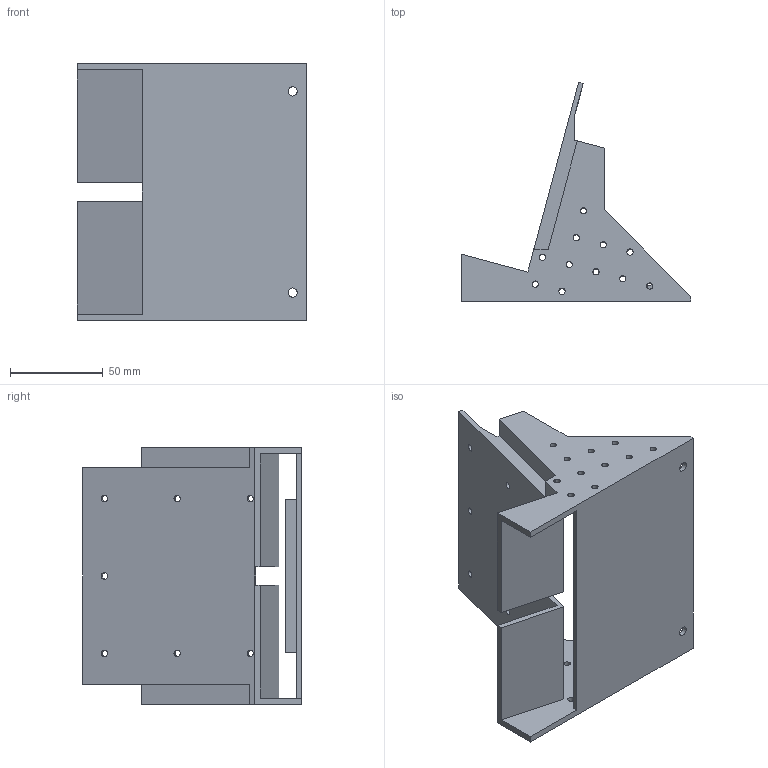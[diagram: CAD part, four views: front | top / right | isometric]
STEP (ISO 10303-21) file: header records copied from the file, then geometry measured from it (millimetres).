
FILE_DESCRIPTION(/* description */ (''),/* implementation_level */ '2;1');
FILE_NAME(/* name */ 'Inventor Designs And STL''s\IPC Modular Stand.stp',/* time_stamp */ '2022-01-09T00:53:17-05:00',/* author */ ('solor'),/* organization */ (''),/* preprocessor_version */ 'ST-DEVELOPER v18.1',/* originating_system */ 'Autodesk Inventor 2022',/* authorisation */ '');
FILE_SCHEMA (('AUTOMOTIVE_DESIGN { 1 0 10303 214 3 1 1 }'));
Length unit declared in the file: millimetre
Products named in the file (1): IPC Modular Stand
Bounding box: 124.15 x 118.23 x 138.85 mm (x, y, z)
Volume: 112768.4 mm3; surface area: 85773.3 mm2
Topology: 1 solids, 1 shells, 95 faces, 283 edges, 188 vertices
Faces by surface type: plane 62, cylinder 33
Full cylindrical faces by diameter (mm): 3.4 x22, 3.55 x7, 5 x2
Entity records: 3364 total; most frequent: CARTESIAN_POINT 567, ORIENTED_EDGE 566, DIRECTION 541, EDGE_CURVE 283, LINE 217, VECTOR 217, VERTEX_POINT 188, AXIS2_PLACEMENT_3D 162
